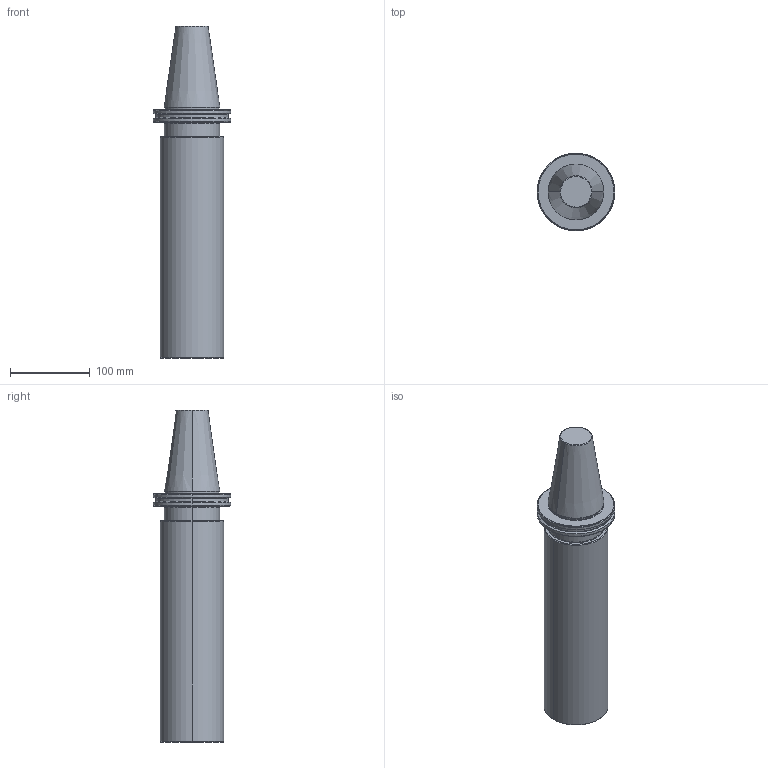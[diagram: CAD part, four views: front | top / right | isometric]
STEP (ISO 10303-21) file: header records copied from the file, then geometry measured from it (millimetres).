
FILE_DESCRIPTION (( 'STEP AP203' ), '1' );
FILE_NAME ('SK50 BORING BAR BLANK DIA 80.0 L 315.STEP', '2019-05-03T09:18:34', ( '' ), ( '' ), 'SwSTEP 2.0', 'SolidWorks 2014', '' );
FILE_SCHEMA (( 'CONFIG_CONTROL_DESIGN' ));
Length unit declared in the file: millimetre
Products named in the file (1): SK50 BORING BAR BLANK DIA 80.0 L 315
Bounding box: 97.5 x 97.5 x 416.75 mm (x, y, z)
Volume: 1839468.3 mm3; surface area: 112310.7 mm2
Topology: 1 solids, 1 shells, 72 faces, 173 edges, 107 vertices
Faces by surface type: bspline 21, torus 16, cone 16, cylinder 12, plane 7
Entity records: 3607 total; most frequent: CARTESIAN_POINT 1933, ORIENTED_EDGE 344, DIRECTION 339, EDGE_CURVE 172, AXIS2_PLACEMENT_3D 155, VERTEX_POINT 107, CIRCLE 103, EDGE_LOOP 77
